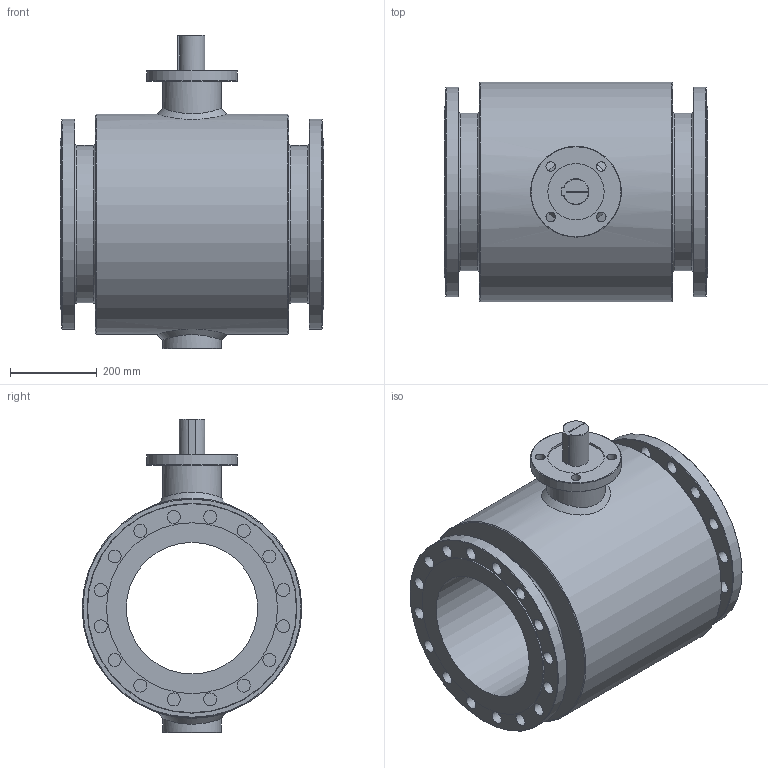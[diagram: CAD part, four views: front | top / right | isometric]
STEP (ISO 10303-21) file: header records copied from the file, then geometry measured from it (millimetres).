
FILE_DESCRIPTION( ( 'Unknown' ), '1' );
FILE_NAME( 'E1-300KKd_1.stp', 'Unknown', ( 'Unknown' ), ( 'Unknown' ), 'PSStep 11.0', 'Unknown', ' ' );
FILE_SCHEMA( ( 'AUTOMOTIVE_DESIGN { 1 0 10303 214 1 1 1 1 }' ) );
Length unit declared in the file: millimetre
Products named in the file (1): 1
Bounding box: 610 x 508 x 725.2 mm (x, y, z)
Volume: 70332130.1 mm3; surface area: 2242905 mm2
Topology: 1 solids, 1 shells, 87 faces, 248 edges, 173 vertices
Faces by surface type: cylinder 49, plane 21, cone 11, torus 4, bspline 2
Full cylindrical faces by diameter (mm): 22 x4, 30 x32, 60 x1, 130 x1, 135 x2, 210 x1, 304 x1, 364 x2, 395 x2, 485 x2, 508 x1
Entity records: 3619 total; most frequent: CARTESIAN_POINT 917, DIRECTION 420, ORIENTED_EDGE 284, EDGE_LOOP 236, AXIS2_PLACEMENT_3D 200, FACE_OUTER_BOUND 142, EDGE_CURVE 142, VERTEX_POINT 132
